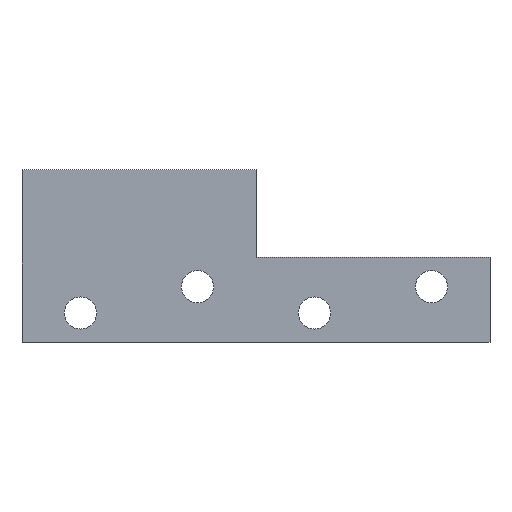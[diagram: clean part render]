
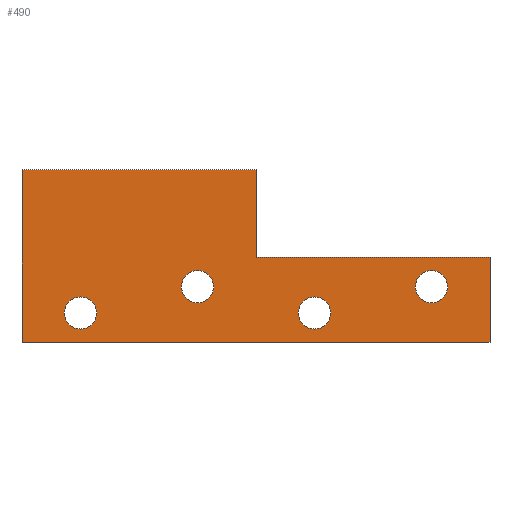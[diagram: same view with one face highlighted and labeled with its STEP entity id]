
A CAD part, top view. The second image highlights one B-rep face of the part: STEP entity #490.
In plain terms, the highlighted planar face has unit normal (0, 0, 1).
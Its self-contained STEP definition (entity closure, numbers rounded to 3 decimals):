
#1=CARTESIAN_POINT('',(50.,-18.5,6.5));
#2=DIRECTION('',(0.,0.,-1.));
#3=DIRECTION('',(1.,0.,0.));
#4=AXIS2_PLACEMENT_3D('',#1,#2,#3);
#6=CARTESIAN_POINT('',(50.,-18.5,6.5));
#7=DIRECTION('',(0.,0.,-1.));
#8=DIRECTION('',(-1.,0.,0.));
#9=AXIS2_PLACEMENT_3D('',#6,#7,#8);
#11=CARTESIAN_POINT('',(30.,-14.,6.5));
#12=DIRECTION('',(0.,0.,-1.));
#13=DIRECTION('',(1.,0.,0.));
#14=AXIS2_PLACEMENT_3D('',#11,#12,#13);
#16=CARTESIAN_POINT('',(30.,-14.,6.5));
#17=DIRECTION('',(0.,0.,-1.));
#18=DIRECTION('',(-1.,0.,0.));
#19=AXIS2_PLACEMENT_3D('',#16,#17,#18);
#21=CARTESIAN_POINT('',(10.,-18.5,6.5));
#22=DIRECTION('',(0.,0.,-1.));
#23=DIRECTION('',(1.,0.,0.));
#24=AXIS2_PLACEMENT_3D('',#21,#22,#23);
#26=CARTESIAN_POINT('',(10.,-18.5,6.5));
#27=DIRECTION('',(0.,0.,-1.));
#28=DIRECTION('',(-1.,0.,0.));
#29=AXIS2_PLACEMENT_3D('',#26,#27,#28);
#31=DIRECTION('',(0.,-1.,0.));
#32=VECTOR('',#31,15.);
#33=CARTESIAN_POINT('',(40.,6.,6.5));
#34=LINE('',#33,#32);
#35=DIRECTION('',(-1.,0.,0.));
#36=VECTOR('',#35,40.);
#37=CARTESIAN_POINT('',(80.,-9.,6.5));
#38=LINE('',#37,#36);
#39=DIRECTION('',(1.,0.,0.));
#40=VECTOR('',#39,40.);
#41=CARTESIAN_POINT('',(0.,6.,6.5));
#42=LINE('',#41,#40);
#43=CARTESIAN_POINT('',(70.,-14.,6.5));
#44=DIRECTION('',(0.,0.,-1.));
#45=DIRECTION('',(1.,0.,0.));
#46=AXIS2_PLACEMENT_3D('',#43,#44,#45);
#48=CARTESIAN_POINT('',(70.,-14.,6.5));
#49=DIRECTION('',(0.,0.,-1.));
#50=DIRECTION('',(-1.,0.,0.));
#51=AXIS2_PLACEMENT_3D('',#48,#49,#50);
#148=DIRECTION('',(1.,0.,0.));
#149=VECTOR('',#148,80.);
#150=CARTESIAN_POINT('',(0.,-23.5,6.5));
#151=LINE('',#150,#149);
#152=DIRECTION('',(0.,-1.,0.));
#153=VECTOR('',#152,29.5);
#154=CARTESIAN_POINT('',(0.,6.,6.5));
#155=LINE('',#154,#153);
#228=DIRECTION('',(0.,-1.,0.));
#229=VECTOR('',#228,14.5);
#230=CARTESIAN_POINT('',(80.,-9.,6.5));
#231=LINE('',#230,#229);
#342=CARTESIAN_POINT('',(0.,6.,6.5));
#343=CARTESIAN_POINT('',(0.,-23.5,6.5));
#344=VERTEX_POINT('',#342);
#345=VERTEX_POINT('',#343);
#354=CARTESIAN_POINT('',(80.,-23.5,6.5));
#356=VERTEX_POINT('',#354);
#358=CARTESIAN_POINT('',(80.,-9.,6.5));
#360=VERTEX_POINT('',#358);
#366=CARTESIAN_POINT('',(40.,6.,6.5));
#367=CARTESIAN_POINT('',(40.,-9.,6.5));
#368=VERTEX_POINT('',#366);
#369=VERTEX_POINT('',#367);
#382=CARTESIAN_POINT('',(12.75,-18.5,6.5));
#383=CARTESIAN_POINT('',(7.25,-18.5,6.5));
#384=VERTEX_POINT('',#382);
#385=VERTEX_POINT('',#383);
#404=CARTESIAN_POINT('',(32.75,-14.,6.5));
#405=VERTEX_POINT('',#404);
#406=CARTESIAN_POINT('',(27.25,-14.,6.5));
#407=VERTEX_POINT('',#406);
#412=CARTESIAN_POINT('',(72.75,-14.,6.5));
#413=VERTEX_POINT('',#412);
#414=CARTESIAN_POINT('',(67.25,-14.,6.5));
#415=VERTEX_POINT('',#414);
#422=CARTESIAN_POINT('',(52.75,-18.5,6.5));
#423=VERTEX_POINT('',#422);
#424=CARTESIAN_POINT('',(47.25,-18.5,6.5));
#425=VERTEX_POINT('',#424);
#448=CARTESIAN_POINT('',(0.,6.,6.5));
#449=DIRECTION('',(0.,0.,1.));
#450=DIRECTION('',(0.,-1.,0.));
#451=AXIS2_PLACEMENT_3D('',#448,#449,#450);
#452=PLANE('',#451);
#454=ORIENTED_EDGE('',*,*,#453,.T.);
#456=ORIENTED_EDGE('',*,*,#455,.F.);
#458=ORIENTED_EDGE('',*,*,#457,.T.);
#460=ORIENTED_EDGE('',*,*,#459,.F.);
#462=ORIENTED_EDGE('',*,*,#461,.F.);
#464=ORIENTED_EDGE('',*,*,#463,.T.);
#465=EDGE_LOOP('',(#454,#456,#458,#460,#462,#464));
#466=FACE_OUTER_BOUND('',#465,.F.);
#468=ORIENTED_EDGE('',*,*,#467,.F.);
#470=ORIENTED_EDGE('',*,*,#469,.F.);
#471=EDGE_LOOP('',(#468,#470));
#472=FACE_BOUND('',#471,.F.);
#474=ORIENTED_EDGE('',*,*,#473,.F.);
#476=ORIENTED_EDGE('',*,*,#475,.F.);
#477=EDGE_LOOP('',(#474,#476));
#478=FACE_BOUND('',#477,.F.);
#480=ORIENTED_EDGE('',*,*,#479,.F.);
#482=ORIENTED_EDGE('',*,*,#481,.F.);
#483=EDGE_LOOP('',(#480,#482));
#484=FACE_BOUND('',#483,.F.);
#485=ORIENTED_EDGE('',*,*,#437,.F.);
#487=ORIENTED_EDGE('',*,*,#486,.F.);
#488=EDGE_LOOP('',(#485,#487));
#489=FACE_BOUND('',#488,.F.);
#490=ADVANCED_FACE('',(#466,#472,#478,#484,#489),#452,.T.);
#5=CIRCLE('',#4,2.75);
#10=CIRCLE('',#9,2.75);
#15=CIRCLE('',#14,2.75);
#20=CIRCLE('',#19,2.75);
#25=CIRCLE('',#24,2.75);
#30=CIRCLE('',#29,2.75);
#47=CIRCLE('',#46,2.75);
#52=CIRCLE('',#51,2.75);
#437=EDGE_CURVE('',#413,#415,#47,.T.);
#453=EDGE_CURVE('',#368,#369,#34,.T.);
#455=EDGE_CURVE('',#360,#369,#38,.T.);
#457=EDGE_CURVE('',#360,#356,#231,.T.);
#459=EDGE_CURVE('',#345,#356,#151,.T.);
#461=EDGE_CURVE('',#344,#345,#155,.T.);
#463=EDGE_CURVE('',#344,#368,#42,.T.);
#467=EDGE_CURVE('',#405,#407,#15,.T.);
#469=EDGE_CURVE('',#407,#405,#20,.T.);
#473=EDGE_CURVE('',#384,#385,#25,.T.);
#475=EDGE_CURVE('',#385,#384,#30,.T.);
#479=EDGE_CURVE('',#423,#425,#5,.T.);
#481=EDGE_CURVE('',#425,#423,#10,.T.);
#486=EDGE_CURVE('',#415,#413,#52,.T.);
